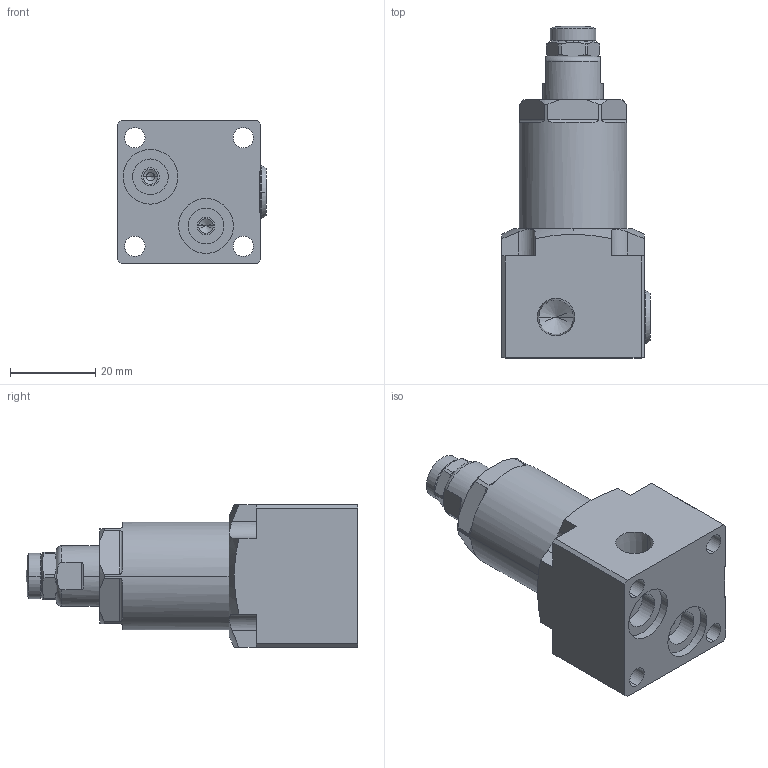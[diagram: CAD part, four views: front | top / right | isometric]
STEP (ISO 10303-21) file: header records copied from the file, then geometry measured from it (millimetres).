
FILE_DESCRIPTION((''),'2;1');
FILE_NAME('ILC10080620PS','2020-03-20T',('Mjust'),(''),'PRO/ENGINEER BY PARAMETRIC TECHNOLOGY CORPORATION, 2017170','PRO/ENGINEER BY PARAMETRIC TECHNOLOGY CORPORATION, 2017170','');
FILE_SCHEMA(('AUTOMOTIVE_DESIGN { 1 0 10303 214 1 1 1 1 }'));
Length unit declared in the file: inch
Products named in the file (1): ILC10080620PS
Bounding box: 34.72 x 77.67 x 33.35 mm (x, y, z)
Volume: 44529 mm3; surface area: 12728.7 mm2
Topology: 1 solids, 8 shells, 187 faces, 474 edges, 303 vertices
Faces by surface type: plane 70, cylinder 65, cone 44, torus 6, sphere 2
Entity records: 6061 total; most frequent: CARTESIAN_POINT 1498, DIRECTION 960, ORIENTED_EDGE 912, EDGE_CURVE 464, AXIS2_PLACEMENT_3D 376, VERTEX_POINT 303, EDGE_LOOP 215, VECTOR 208
